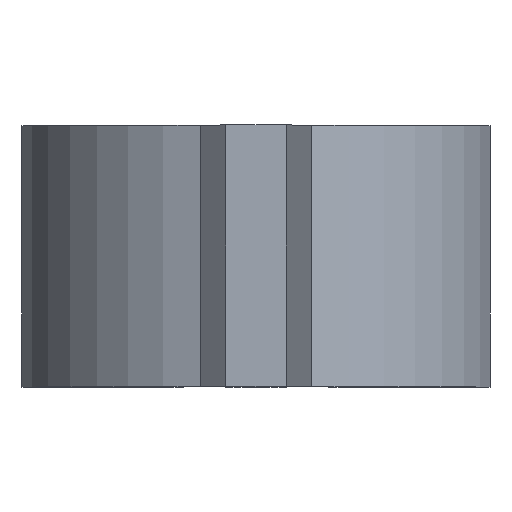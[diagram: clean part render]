
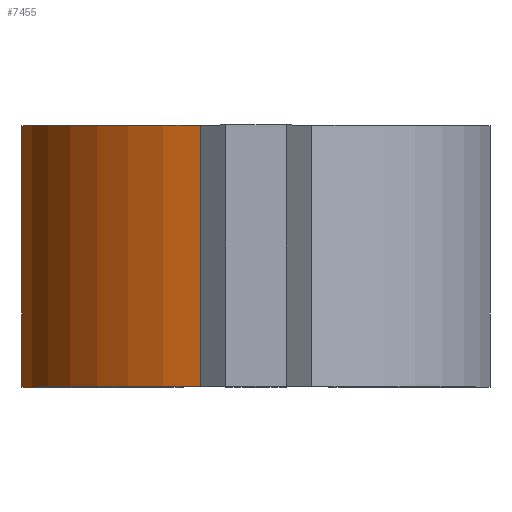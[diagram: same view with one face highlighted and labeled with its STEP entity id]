
A CAD part, top view. The second image highlights one B-rep face of the part: STEP entity #7455.
In plain terms, the highlighted cylindrical face has radius 8.43 mm (diameter 16.86 mm), a partial arc.
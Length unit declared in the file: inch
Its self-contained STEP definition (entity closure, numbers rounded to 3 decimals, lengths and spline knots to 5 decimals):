
#6987=CARTESIAN_POINT('',(-0.32685,-0.18248,0.59818));
#6988=VERTEX_POINT('',#6987);
#6995=CARTESIAN_POINT('',(-0.32685,0.18248,0.59818));
#6996=VERTEX_POINT('',#6995);
#6997=CARTESIAN_POINT('',(-0.32685,0.18248,0.59818));
#6998=DIRECTION('',(0.0,-1.0,0.0));
#6999=VECTOR('',#6998,0.36496);
#7000=LINE('',#6997,#6999);
#7001=EDGE_CURVE('',#6996,#6988,#7000,.T.);
#7021=CARTESIAN_POINT('',(-0.07795,0.18248,0.86316));
#7022=VERTEX_POINT('',#7021);
#7023=CARTESIAN_POINT('',(0.,0.18248,0.54055));
#7024=DIRECTION('',(0.0,-1.0,0.0));
#7025=DIRECTION('',(-0.235,0.0,0.972));
#7026=AXIS2_PLACEMENT_3D('',#7023,#7024,#7025);
#7027=CIRCLE('',#7026,0.33189);
#7028=EDGE_CURVE('',#7022,#6996,#7027,.T.);
#7273=CARTESIAN_POINT('',(-0.07795,-0.18248,0.86316));
#7274=VERTEX_POINT('',#7273);
#7281=CARTESIAN_POINT('',(0.,-0.18248,0.54055));
#7282=DIRECTION('',(0.0,1.0,0.0));
#7283=DIRECTION('',(-0.235,0.0,0.972));
#7284=AXIS2_PLACEMENT_3D('',#7281,#7282,#7283);
#7285=CIRCLE('',#7284,0.33189);
#7286=EDGE_CURVE('',#6988,#7274,#7285,.T.);
#7439=CARTESIAN_POINT('',(0.0,0.20073,0.54055));
#7440=DIRECTION('',(0.0,-1.0,0.0));
#7441=DIRECTION('',(0.729,0.0,-0.685));
#7442=AXIS2_PLACEMENT_3D('',#7439,#7440,#7441);
#7443=CYLINDRICAL_SURFACE('',#7442,0.33189);
#7444=ORIENTED_EDGE('',*,*,#7286,.T.);
#7445=CARTESIAN_POINT('',(-0.07795,0.18248,0.86316));
#7446=DIRECTION('',(0.0,-1.0,0.0));
#7447=VECTOR('',#7446,0.36496);
#7448=LINE('',#7445,#7447);
#7449=EDGE_CURVE('',#7022,#7274,#7448,.T.);
#7450=ORIENTED_EDGE('',*,*,#7449,.F.);
#7451=ORIENTED_EDGE('',*,*,#7028,.T.);
#7452=ORIENTED_EDGE('',*,*,#7001,.T.);
#7453=EDGE_LOOP('',(#7444,#7450,#7451,#7452));
#7454=FACE_OUTER_BOUND('',#7453,.T.);
#7455=ADVANCED_FACE('',(#7454),#7443,.T.);
